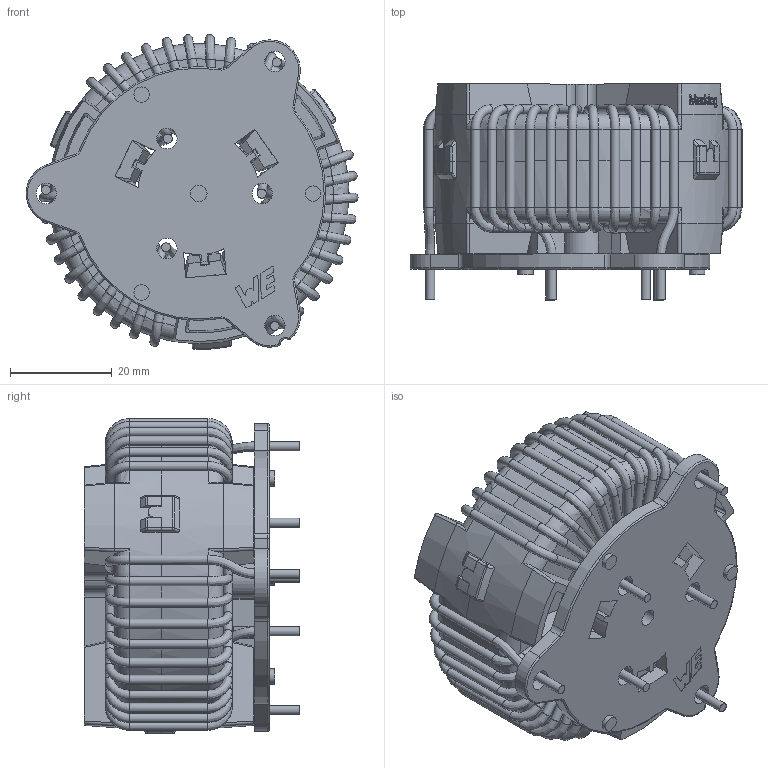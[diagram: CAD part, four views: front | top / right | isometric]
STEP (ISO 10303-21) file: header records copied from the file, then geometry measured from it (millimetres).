
FILE_DESCRIPTION( ( 'Unknown' ), '1' );
FILE_NAME( '744839047160.stp', 'Unknown', ( 'Unknown' ), ( 'Unknown' ), 'PSStep 18.0.17', 'Unknown', ' ' );
FILE_SCHEMA( ( 'AUTOMOTIVE_DESIGN { 1 0 10303 214 1 1 1 1 }' ) );
Length unit declared in the file: millimetre
Products named in the file (6): Assem1; Base; Case 1; Case 2; Spacer; Core
Assembly tree (7 placements, depth 2):
  Assem1
    Base
    Case 1
    Case 2
    Spacer
    Core  x3
Bounding box: 65.36 x 42.5 x 62 mm (x, y, z)
Volume: 32768.4 mm3; surface area: 46795.8 mm2
Topology: 7 solids, 7 shells, 1182 faces, 3002 edges, 1872 vertices
Faces by surface type: cylinder 442, plane 434, torus 108, bspline 100, cone 85, sphere 13
Full cylindrical faces by diameter (mm): 1.8 x135, 3 x3, 3.3 x1, 4 x6, 8 x1, 28.5 x2, 29.96 x1, 30.04 x1, 31.5 x2, 56.1 x2, 57.56 x2, 57.64 x2, 59.1 x2
Entity records: 45922 total; most frequent: CARTESIAN_POINT 13711, DIRECTION 5015, ORIENTED_EDGE 4942, EDGE_CURVE 2471, AXIS2_PLACEMENT_3D 1834, VERTEX_POINT 1653, LINE 1347, VECTOR 1347
